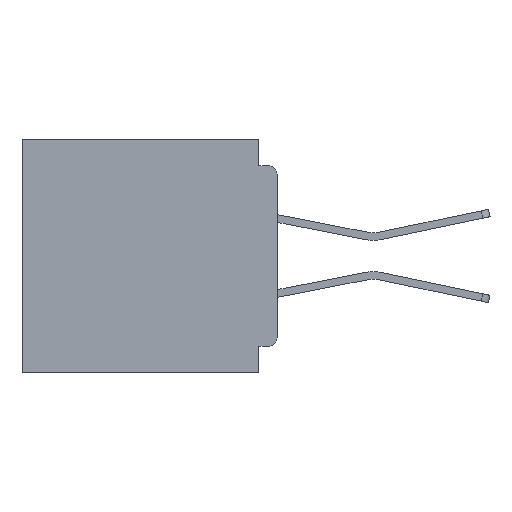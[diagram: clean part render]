
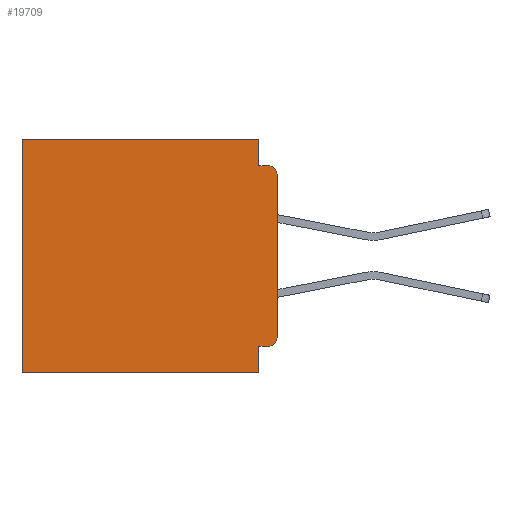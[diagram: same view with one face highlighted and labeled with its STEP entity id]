
A CAD part, left-side view. The second image highlights one B-rep face of the part: STEP entity #19709.
In plain terms, the highlighted planar face has unit normal (-1, 0, 0).
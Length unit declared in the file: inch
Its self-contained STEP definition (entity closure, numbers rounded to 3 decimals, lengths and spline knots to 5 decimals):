
#412 = VECTOR ( 'NONE', #32600, 39.37008 ) ;
#1000 = EDGE_CURVE ( 'NONE', #9460, #36147, #14288, .T. ) ;
#2100 = DIRECTION ( 'NONE',  ( 0., 0., -1. ) ) ;
#2478 = CARTESIAN_POINT ( 'NONE',  ( 0.3, 0., 0. ) ) ;
#2695 = CARTESIAN_POINT ( 'NONE',  ( 0.3, 0.015, -0.06 ) ) ;
#2994 = CARTESIAN_POINT ( 'NONE',  ( 0.3, 0.437, -0.4 ) ) ;
#4314 = DIRECTION ( 'NONE',  ( 0., 0., -1. ) ) ;
#4905 = EDGE_CURVE ( 'NONE', #19712, #12486, #22210, .T. ) ;
#4914 = DIRECTION ( 'NONE',  ( -1., 0., 0. ) ) ;
#5793 = CARTESIAN_POINT ( 'NONE',  ( 0.3, 0., -0.4 ) ) ;
#6605 = LINE ( 'NONE', #47746, #48688 ) ;
#6833 = DIRECTION ( 'NONE',  ( 0., 0., -1. ) ) ;
#8554 = DIRECTION ( 'NONE',  ( 0., 0., -1. ) ) ;
#9142 = ORIENTED_EDGE ( 'NONE', *, *, #43174, .F. ) ;
#9460 = VERTEX_POINT ( 'NONE', #45070 ) ;
#10862 = LINE ( 'NONE', #50223, #31303 ) ;
#11254 = DIRECTION ( 'NONE',  ( 0., -1., 0. ) ) ;
#11907 = CARTESIAN_POINT ( 'NONE',  ( 0.3, 0., -0.355 ) ) ;
#12435 = VERTEX_POINT ( 'NONE', #44088 ) ;
#12486 = VERTEX_POINT ( 'NONE', #52746 ) ;
#12693 = ORIENTED_EDGE ( 'NONE', *, *, #35658, .T. ) ;
#13454 = CARTESIAN_POINT ( 'NONE',  ( 0.3, 0.015, -0.045 ) ) ;
#13490 = ORIENTED_EDGE ( 'NONE', *, *, #51311, .F. ) ;
#13777 = EDGE_CURVE ( 'NONE', #15792, #12435, #19481, .T. ) ;
#14288 = LINE ( 'NONE', #5793, #34700 ) ;
#14791 = CARTESIAN_POINT ( 'NONE',  ( 0.3, 0., -0.4 ) ) ;
#15453 = EDGE_LOOP ( 'NONE', ( #49627, #12693, #47156, #9142, #29747, #24637, #42637, #13490, #23544, #38102 ) ) ;
#15792 = VERTEX_POINT ( 'NONE', #27245 ) ;
#16822 = CARTESIAN_POINT ( 'NONE',  ( 0.3, 0.031, -0.4 ) ) ;
#18236 = VECTOR ( 'NONE', #24242, 39.37008 ) ;
#18863 = DIRECTION ( 'NONE',  ( 0., 0., -1. ) ) ;
#19150 = VERTEX_POINT ( 'NONE', #35327 ) ;
#19481 = LINE ( 'NONE', #11907, #18236 ) ;
#19709 = ADVANCED_FACE ( 'NONE', ( #43891 ), #35102, .F. ) ;
#19712 = VERTEX_POINT ( 'NONE', #51359 ) ;
#22210 = LINE ( 'NONE', #37994, #412 ) ;
#23544 = ORIENTED_EDGE ( 'NONE', *, *, #13777, .F. ) ;
#24072 = AXIS2_PLACEMENT_3D ( 'NONE', #14791, #43226, #18863 ) ;
#24242 = DIRECTION ( 'NONE',  ( 0., 1., 0. ) ) ;
#24637 = ORIENTED_EDGE ( 'NONE', *, *, #33934, .T. ) ;
#24823 = VERTEX_POINT ( 'NONE', #13454 ) ;
#25418 = LINE ( 'NONE', #16822, #45748 ) ;
#27245 = CARTESIAN_POINT ( 'NONE',  ( 0.3, 0.015, -0.355 ) ) ;
#27496 = AXIS2_PLACEMENT_3D ( 'NONE', #29388, #4914, #33507 ) ;
#28712 = CIRCLE ( 'NONE', #38884, 0.015 ) ;
#29279 = VERTEX_POINT ( 'NONE', #38359 ) ;
#29388 = CARTESIAN_POINT ( 'NONE',  ( 0.3, 0.015, -0.34 ) ) ;
#29609 = LINE ( 'NONE', #2994, #30910 ) ;
#29747 = ORIENTED_EDGE ( 'NONE', *, *, #40542, .T. ) ;
#30505 = VECTOR ( 'NONE', #39258, 39.37008 ) ;
#30910 = VECTOR ( 'NONE', #31600, 39.37008 ) ;
#31303 = VECTOR ( 'NONE', #2100, 39.37008 ) ;
#31309 = DIRECTION ( 'NONE',  ( -1., 0., 0. ) ) ;
#31600 = DIRECTION ( 'NONE',  ( 0., 0., -1. ) ) ;
#32600 = DIRECTION ( 'NONE',  ( 0., 1., 0. ) ) ;
#32639 = CARTESIAN_POINT ( 'NONE',  ( 0.3, 0.031, 0. ) ) ;
#33507 = DIRECTION ( 'NONE',  ( 0., 0., -1. ) ) ;
#33934 = EDGE_CURVE ( 'NONE', #29279, #12486, #29609, .T. ) ;
#33936 = EDGE_CURVE ( 'NONE', #19150, #24823, #6605, .T. ) ;
#34700 = VECTOR ( 'NONE', #4314, 39.37008 ) ;
#35102 = PLANE ( 'NONE',  #24072 ) ;
#35327 = CARTESIAN_POINT ( 'NONE',  ( 0.3, 0.031, -0.045 ) ) ;
#35658 = EDGE_CURVE ( 'NONE', #9460, #24823, #28712, .T. ) ;
#36147 = VERTEX_POINT ( 'NONE', #38524 ) ;
#37994 = CARTESIAN_POINT ( 'NONE',  ( 0.3, 0., -0.4 ) ) ;
#38054 = CIRCLE ( 'NONE', #27496, 0.015 ) ;
#38102 = ORIENTED_EDGE ( 'NONE', *, *, #51912, .T. ) ;
#38359 = CARTESIAN_POINT ( 'NONE',  ( 0.3, 0.437, 0. ) ) ;
#38524 = CARTESIAN_POINT ( 'NONE',  ( 0.3, 0., -0.34 ) ) ;
#38884 = AXIS2_PLACEMENT_3D ( 'NONE', #2695, #31309, #6833 ) ;
#39258 = DIRECTION ( 'NONE',  ( 0., 1., 0. ) ) ;
#40542 = EDGE_CURVE ( 'NONE', #51816, #29279, #41278, .T. ) ;
#41278 = LINE ( 'NONE', #2478, #30505 ) ;
#42637 = ORIENTED_EDGE ( 'NONE', *, *, #4905, .F. ) ;
#43174 = EDGE_CURVE ( 'NONE', #51816, #19150, #10862, .T. ) ;
#43226 = DIRECTION ( 'NONE',  ( 1., 0., 0. ) ) ;
#43891 = FACE_OUTER_BOUND ( 'NONE', #15453, .T. ) ;
#44088 = CARTESIAN_POINT ( 'NONE',  ( 0.3, 0.031, -0.355 ) ) ;
#45070 = CARTESIAN_POINT ( 'NONE',  ( 0.3, 0., -0.06 ) ) ;
#45748 = VECTOR ( 'NONE', #8554, 39.37008 ) ;
#47156 = ORIENTED_EDGE ( 'NONE', *, *, #33936, .F. ) ;
#47746 = CARTESIAN_POINT ( 'NONE',  ( 0.3, 0., -0.045 ) ) ;
#48688 = VECTOR ( 'NONE', #11254, 39.37008 ) ;
#49627 = ORIENTED_EDGE ( 'NONE', *, *, #1000, .F. ) ;
#50223 = CARTESIAN_POINT ( 'NONE',  ( 0.3, 0.031, 0. ) ) ;
#51311 = EDGE_CURVE ( 'NONE', #12435, #19712, #25418, .T. ) ;
#51359 = CARTESIAN_POINT ( 'NONE',  ( 0.3, 0.031, -0.4 ) ) ;
#51816 = VERTEX_POINT ( 'NONE', #32639 ) ;
#51912 = EDGE_CURVE ( 'NONE', #15792, #36147, #38054, .T. ) ;
#52746 = CARTESIAN_POINT ( 'NONE',  ( 0.3, 0.437, -0.4 ) ) ;
